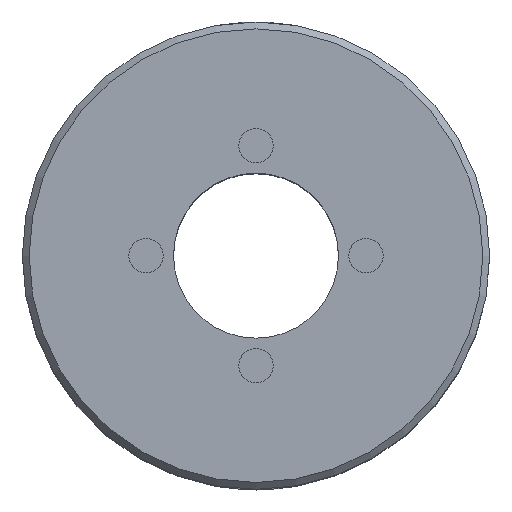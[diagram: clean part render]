
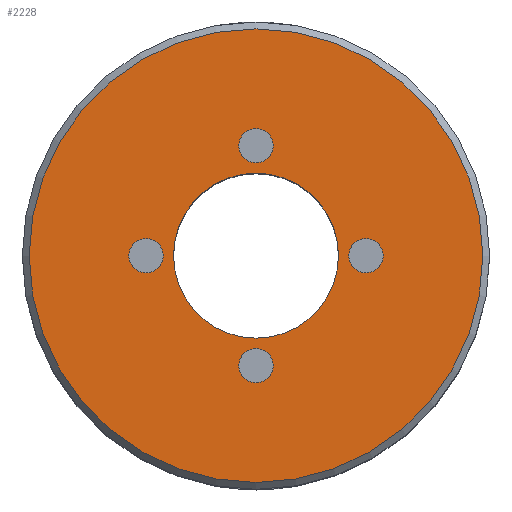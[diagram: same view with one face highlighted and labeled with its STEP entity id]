
A CAD part, top view. The second image highlights one B-rep face of the part: STEP entity #2228.
In plain terms, the highlighted planar face has unit normal (0, 0, 1).
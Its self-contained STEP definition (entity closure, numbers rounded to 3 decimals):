
#44=FACE_BOUND('',#352,.T.);
#45=FACE_BOUND('',#353,.T.);
#46=FACE_BOUND('',#354,.T.);
#47=FACE_BOUND('',#355,.T.);
#48=FACE_BOUND('',#356,.T.);
#124=PLANE('',#2432);
#196=FACE_OUTER_BOUND('',#351,.T.);
#351=EDGE_LOOP('',(#1591));
#352=EDGE_LOOP('',(#1592));
#353=EDGE_LOOP('',(#1593));
#354=EDGE_LOOP('',(#1594));
#355=EDGE_LOOP('',(#1595));
#356=EDGE_LOOP('',(#1596));
#527=CIRCLE('',#2428,16.5);
#530=CIRCLE('',#2433,6.);
#531=CIRCLE('',#2434,1.25);
#532=CIRCLE('',#2435,1.25);
#533=CIRCLE('',#2436,1.25);
#534=CIRCLE('',#2437,1.25);
#1046=VERTEX_POINT('',#3534);
#1049=VERTEX_POINT('',#3544);
#1050=VERTEX_POINT('',#3546);
#1051=VERTEX_POINT('',#3548);
#1052=VERTEX_POINT('',#3550);
#1053=VERTEX_POINT('',#3552);
#1242=EDGE_CURVE('',#1046,#1046,#527,.T.);
#1247=EDGE_CURVE('',#1049,#1049,#530,.T.);
#1248=EDGE_CURVE('',#1050,#1050,#531,.T.);
#1249=EDGE_CURVE('',#1051,#1051,#532,.T.);
#1250=EDGE_CURVE('',#1052,#1052,#533,.T.);
#1251=EDGE_CURVE('',#1053,#1053,#534,.T.);
#1591=ORIENTED_EDGE('',*,*,#1242,.F.);
#1592=ORIENTED_EDGE('',*,*,#1247,.T.);
#1593=ORIENTED_EDGE('',*,*,#1248,.T.);
#1594=ORIENTED_EDGE('',*,*,#1249,.T.);
#1595=ORIENTED_EDGE('',*,*,#1250,.T.);
#1596=ORIENTED_EDGE('',*,*,#1251,.T.);
#2228=ADVANCED_FACE('',(#196,#44,#45,#46,#47,#48),#124,.T.);
#2428=AXIS2_PLACEMENT_3D('',#3535,#2739,#2740);
#2432=AXIS2_PLACEMENT_3D('',#3543,#2749,#2750);
#2433=AXIS2_PLACEMENT_3D('',#3545,#2751,#2752);
#2434=AXIS2_PLACEMENT_3D('',#3547,#2753,#2754);
#2435=AXIS2_PLACEMENT_3D('',#3549,#2755,#2756);
#2436=AXIS2_PLACEMENT_3D('',#3551,#2757,#2758);
#2437=AXIS2_PLACEMENT_3D('',#3553,#2759,#2760);
#2739=DIRECTION('center_axis',(0.,0.,-1.));
#2740=DIRECTION('ref_axis',(1.,0.,0.));
#2749=DIRECTION('center_axis',(0.,0.,1.));
#2750=DIRECTION('ref_axis',(1.,0.,0.));
#2751=DIRECTION('center_axis',(0.,0.,-1.));
#2752=DIRECTION('ref_axis',(1.,0.,0.));
#2753=DIRECTION('center_axis',(0.,0.,-1.));
#2754=DIRECTION('ref_axis',(-1.,0.,0.));
#2755=DIRECTION('center_axis',(0.,0.,-1.));
#2756=DIRECTION('ref_axis',(1.,0.,0.));
#2757=DIRECTION('center_axis',(0.,0.,-1.));
#2758=DIRECTION('ref_axis',(0.,1.,0.));
#2759=DIRECTION('center_axis',(0.,0.,-1.));
#2760=DIRECTION('ref_axis',(1.,0.,0.));
#3534=CARTESIAN_POINT('',(-16.5,0.,6.));
#3535=CARTESIAN_POINT('Origin',(0.,0.,6.));
#3543=CARTESIAN_POINT('Origin',(0.,0.,6.));
#3544=CARTESIAN_POINT('',(-6.,0.,6.));
#3545=CARTESIAN_POINT('Origin',(0.,0.,6.));
#3546=CARTESIAN_POINT('',(1.25,-8.,6.));
#3547=CARTESIAN_POINT('Origin',(0.,-8.,6.));
#3548=CARTESIAN_POINT('',(6.75,0.,6.));
#3549=CARTESIAN_POINT('Origin',(8.,0.,6.));
#3550=CARTESIAN_POINT('',(-8.,-1.25,6.));
#3551=CARTESIAN_POINT('Origin',(-8.,0.,6.));
#3552=CARTESIAN_POINT('',(-1.25,8.,6.));
#3553=CARTESIAN_POINT('Origin',(0.,8.,6.));
